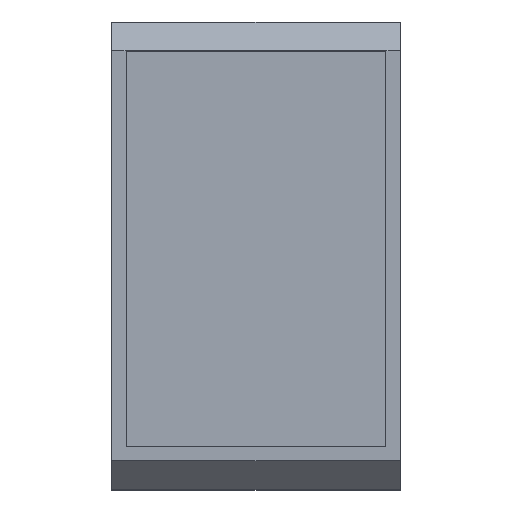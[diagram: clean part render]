
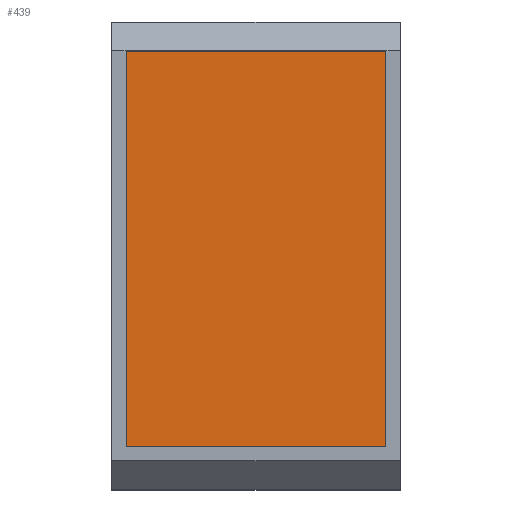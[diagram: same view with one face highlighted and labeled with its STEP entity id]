
A CAD part, top view. The second image highlights one B-rep face of the part: STEP entity #439.
In plain terms, the highlighted planar face has unit normal (0, 0, 1).
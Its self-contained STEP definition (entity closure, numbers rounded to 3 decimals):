
#31=FACE_OUTER_BOUND('',#54,.T.);
#54=EDGE_LOOP('',(#361,#362,#363,#364,#365,#366,#367));
#90=LINE('',#653,#150);
#95=LINE('',#663,#155);
#112=LINE('',#698,#172);
#113=LINE('',#699,#173);
#114=LINE('',#700,#174);
#115=LINE('',#702,#175);
#116=LINE('',#703,#176);
#150=VECTOR('',#534,10.);
#155=VECTOR('',#541,10.);
#172=VECTOR('',#570,10.);
#173=VECTOR('',#571,10.);
#174=VECTOR('',#572,10.);
#175=VECTOR('',#573,10.);
#176=VECTOR('',#574,10.);
#201=VERTEX_POINT('',#651);
#202=VERTEX_POINT('',#652);
#205=VERTEX_POINT('',#661);
#206=VERTEX_POINT('',#662);
#217=VERTEX_POINT('',#696);
#218=VERTEX_POINT('',#697);
#219=VERTEX_POINT('',#701);
#249=EDGE_CURVE('',#201,#202,#90,.T.);
#254=EDGE_CURVE('',#205,#206,#95,.T.);
#271=EDGE_CURVE('',#217,#218,#112,.T.);
#272=EDGE_CURVE('',#218,#205,#113,.T.);
#273=EDGE_CURVE('',#206,#201,#114,.T.);
#274=EDGE_CURVE('',#202,#219,#115,.T.);
#275=EDGE_CURVE('',#217,#219,#116,.T.);
#361=ORIENTED_EDGE('',*,*,#271,.T.);
#362=ORIENTED_EDGE('',*,*,#272,.T.);
#363=ORIENTED_EDGE('',*,*,#254,.T.);
#364=ORIENTED_EDGE('',*,*,#273,.T.);
#365=ORIENTED_EDGE('',*,*,#249,.T.);
#366=ORIENTED_EDGE('',*,*,#274,.T.);
#367=ORIENTED_EDGE('',*,*,#275,.F.);
#416=PLANE('',#476);
#439=ADVANCED_FACE('',(#31),#416,.T.);
#476=AXIS2_PLACEMENT_3D('',#695,#568,#569);
#534=DIRECTION('',(1.,0.,0.));
#541=DIRECTION('',(0.,-1.,0.));
#568=DIRECTION('center_axis',(0.,0.,1.));
#569=DIRECTION('ref_axis',(1.,0.,0.));
#570=DIRECTION('',(0.,1.,0.));
#571=DIRECTION('',(-1.,0.,0.));
#572=DIRECTION('',(0.,-1.,0.));
#573=DIRECTION('',(0.,1.,0.));
#574=DIRECTION('',(1.,0.,0.));
#651=CARTESIAN_POINT('',(-45.,333.,5.));
#652=CARTESIAN_POINT('',(48.,333.,5.));
#653=CARTESIAN_POINT('',(22.5,333.,5.));
#661=CARTESIAN_POINT('',(-45.,470.,5.));
#662=CARTESIAN_POINT('',(-45.,333.872,5.));
#663=CARTESIAN_POINT('',(-45.,367.5,5.));
#695=CARTESIAN_POINT('Origin',(0.,400.,5.));
#696=CARTESIAN_POINT('',(45.,469.978,5.));
#697=CARTESIAN_POINT('',(45.,470.,5.));
#698=CARTESIAN_POINT('',(45.,435.,5.));
#699=CARTESIAN_POINT('',(-22.5,470.,5.));
#700=CARTESIAN_POINT('',(-45.,335.,5.));
#701=CARTESIAN_POINT('',(48.,469.978,5.));
#702=CARTESIAN_POINT('',(48.,470.,5.));
#703=CARTESIAN_POINT('',(22.5,469.978,5.));
